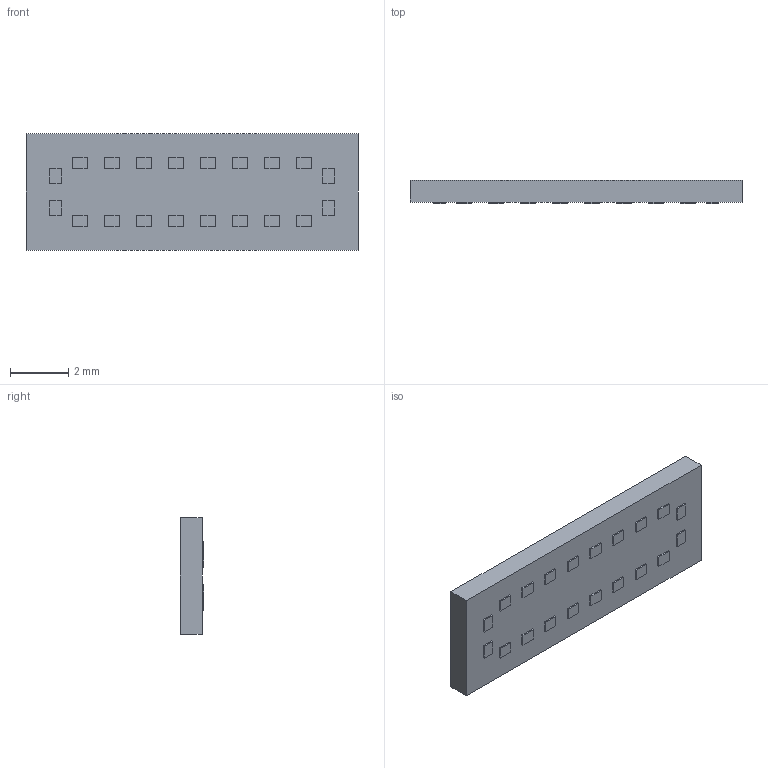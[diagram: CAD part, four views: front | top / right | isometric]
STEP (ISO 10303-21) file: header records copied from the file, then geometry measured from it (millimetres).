
FILE_DESCRIPTION (( 'STEP AP214' ), '1' );
FILE_NAME ( 'Molex_475710001.step', '2019-08-31T19:51:35', ( '' ), ( '' ), 'Part was generated with the free Library Expert Lite available at www.PCBLibraries.com. Removing line will violate the End User License Agreement.', '©2017 PCB Libraries, Inc.', '' );
FILE_SCHEMA (( 'AUTOMOTIVE_DESIGN' ));
Length unit declared in the file: millimetre
Products named in the file (1): Molex_475710001
Bounding box: 11.4 x 0.8 x 4 mm (x, y, z)
Volume: 34.4 mm3; surface area: 124.1 mm2
Topology: 21 solids, 21 shells, 129 faces, 258 edges, 172 vertices
Faces by surface type: plane 127, torus 2
Entity records: 3871 total; most frequent: CARTESIAN_POINT 560, DIRECTION 524, ORIENTED_EDGE 516, EDGE_CURVE 258, VECTOR 252, LINE 252, VERTEX_POINT 172, STYLED_ITEM 151
